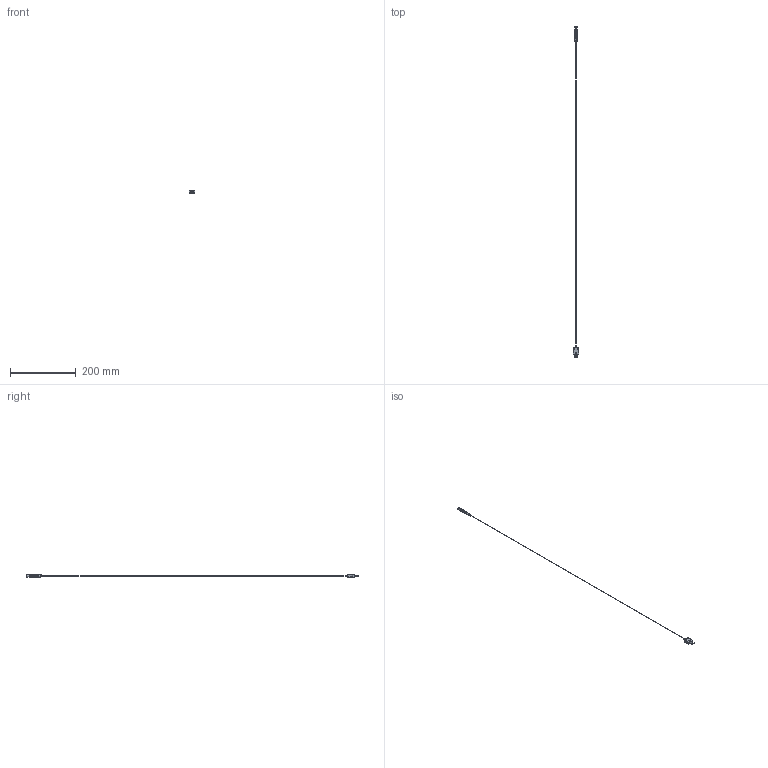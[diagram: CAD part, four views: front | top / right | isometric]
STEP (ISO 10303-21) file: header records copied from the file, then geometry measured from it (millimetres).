
FILE_DESCRIPTION (( 'STEP AP203' ), '1' );
FILE_NAME ('INGUN_TKS-691_005_650_U_xx02_L-T5.STEP', '2025-11-24T11:06:25', ( '' ), ( '' ), 'SwSTEP 2.0', 'SolidWorks 2023', '' );
FILE_SCHEMA (( 'CONFIG_CONTROL_DESIGN' ));
Length unit declared in the file: millimetre
Products named in the file (1): INGUN_TKS-691_005_650_U_xx02_L-T5
Bounding box: 16 x 1012 x 8 mm (x, y, z)
Volume: 4521.4 mm3; surface area: 5836.9 mm2
Topology: 1 solids, 1 shells, 244 faces, 639 edges, 419 vertices
Faces by surface type: plane 117, cylinder 87, bspline 24, torus 10, cone 6
Entity records: 11382 total; most frequent: CARTESIAN_POINT 5289, ORIENTED_EDGE 1278, DIRECTION 1245, EDGE_CURVE 639, AXIS2_PLACEMENT_3D 477, VERTEX_POINT 419, VECTOR 291, LINE 291
